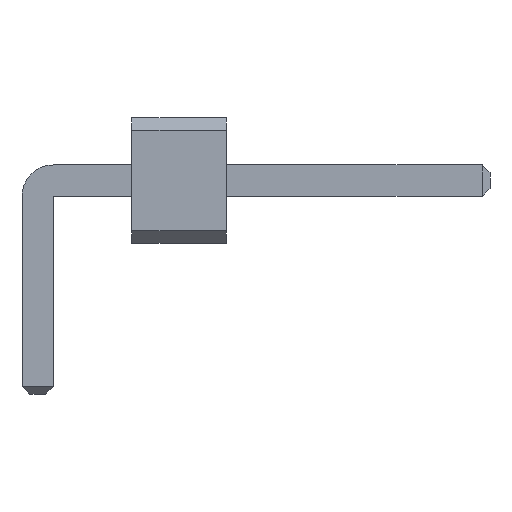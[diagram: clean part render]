
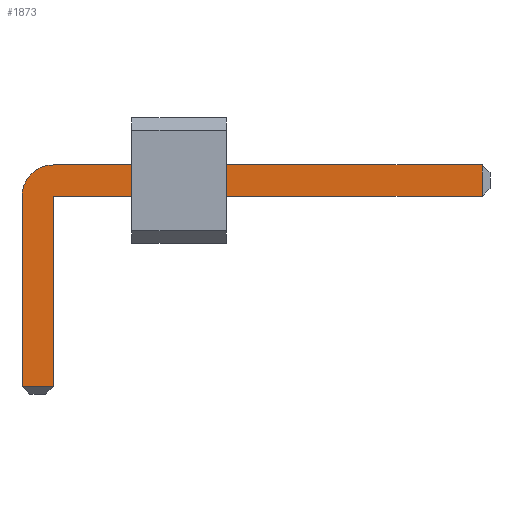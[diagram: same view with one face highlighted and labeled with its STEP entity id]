
A CAD part, front view. The second image highlights one B-rep face of the part: STEP entity #1873.
In plain terms, the highlighted planar face has unit normal (0, -1, 0).
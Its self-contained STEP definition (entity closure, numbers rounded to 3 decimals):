
#13=DIRECTION('',(0.,0.,1.));
#27=VECTOR('',#28,1.);
#28=DIRECTION('',(1.,0.,0.));
#790=VECTOR('',#13,1.);
#832=DIRECTION('',(0.,1.,0.));
#1687=VECTOR('',#1688,1.);
#1688=DIRECTION('',(0.,0.,-1.));
#1695=VECTOR('',#1696,1.);
#1696=DIRECTION('',(-1.,0.,0.));
#1717=DIRECTION('',(-0.,1.,0.));
#1727=VERTEX_POINT('',#1728);
#1728=CARTESIAN_POINT('',(0.25,-24.25,1.25));
#1730=ORIENTED_EDGE('',*,*,#1731,.T.);
#1731=EDGE_CURVE('',#1727,#1732,#1734,.T.);
#1732=VERTEX_POINT('',#1733);
#1733=CARTESIAN_POINT('',(7.075,-24.25,1.25));
#1734=LINE('',#1735,#27);
#1735=CARTESIAN_POINT('',(-0.25,-24.25,1.25));
#1771=EDGE_CURVE('',#1772,#1727,#1774,.T.);
#1772=VERTEX_POINT('',#1773);
#1773=CARTESIAN_POINT('',(-0.25,-24.25,0.75));
#1774=CIRCLE('',#1775,0.5);
#1775=AXIS2_PLACEMENT_3D('',#1776,#1717,#1688);
#1776=CARTESIAN_POINT('',(0.25,-24.25,0.75));
#1788=VERTEX_POINT('',#1789);
#1789=CARTESIAN_POINT('',(7.075,-24.25,0.75));
#1791=ORIENTED_EDGE('',*,*,#1792,.T.);
#1792=EDGE_CURVE('',#1788,#1793,#1794,.T.);
#1793=VERTEX_POINT('',#1776);
#1794=LINE('',#1795,#1695);
#1795=CARTESIAN_POINT('',(7.2,-24.25,0.75));
#1807=VERTEX_POINT('',#1808);
#1808=CARTESIAN_POINT('',(-0.25,-24.25,-2.275));
#1810=ORIENTED_EDGE('',*,*,#1811,.T.);
#1811=EDGE_CURVE('',#1807,#1772,#1812,.T.);
#1812=LINE('',#1813,#790);
#1813=CARTESIAN_POINT('',(-0.25,-24.25,-2.4));
#1821=ORIENTED_EDGE('',*,*,#1822,.T.);
#1822=EDGE_CURVE('',#1793,#1823,#1825,.T.);
#1823=VERTEX_POINT('',#1824);
#1824=CARTESIAN_POINT('',(0.25,-24.25,-2.275));
#1825=LINE('',#1776,#1687);
#1873=ADVANCED_FACE('',(#1874),#1883,.F.);
#1874=FACE_BOUND('',#1875,.F.);
#1875=EDGE_LOOP('',(#1730,#1876,#1791,#1821,#1879,#1810,#1882));
#1876=ORIENTED_EDGE('',*,*,#1877,.T.);
#1877=EDGE_CURVE('',#1732,#1788,#1878,.T.);
#1878=LINE('',#1733,#1687);
#1879=ORIENTED_EDGE('',*,*,#1880,.T.);
#1880=EDGE_CURVE('',#1823,#1807,#1881,.T.);
#1881=LINE('',#1824,#1695);
#1882=ORIENTED_EDGE('',*,*,#1771,.T.);
#1883=PLANE('',#1884);
#1884=AXIS2_PLACEMENT_3D('',#1885,#832,#13);
#1885=CARTESIAN_POINT('',(2.489,-24.25,0.411));
